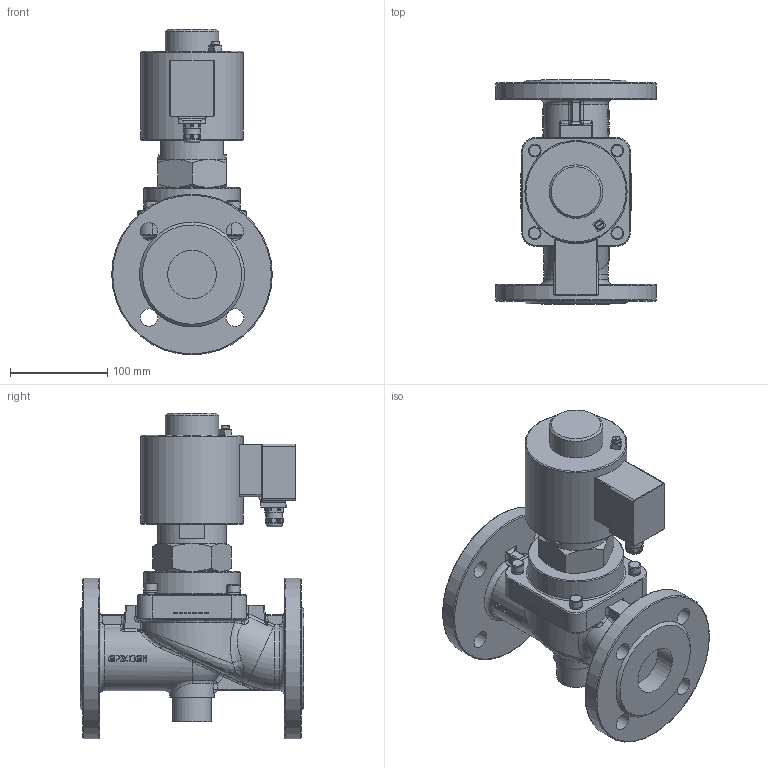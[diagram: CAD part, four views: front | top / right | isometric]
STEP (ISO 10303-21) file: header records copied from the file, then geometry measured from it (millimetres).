
FILE_DESCRIPTION(/* description */ ('3D-Modell'),/* implementation_level */ '2;1');
FILE_NAME(/* name */ '037.000319_A3706-0504-.278.stp',/* time_stamp */ '2021-07-22T13:01:50+02:00',/* author */ ('LBirkmann'),/* organization */ (''),/* preprocessor_version */ 'ST-DEVELOPER v16.1',/* originating_system */ 'Autodesk Inventor 2016',/* authorisation */ '');
FILE_SCHEMA (('AUTOMOTIVE_DESIGN { 1 0 10303 214 3 1 1 }'));
Products named in the file (1): 89-009577
Bounding box: 165 x 230 x 334.6 mm (x, y, z)
Volume: 3255535.2 mm3; surface area: 262664.8 mm2
Topology: 2 solids, 2 shells, 916 faces, 2369 edges, 1490 vertices
Faces by surface type: plane 343, bspline 285, cylinder 178, torus 52, cone 50, sphere 8
Full cylindrical faces by diameter (mm): 4.51 x1, 8 x4, 13 x4, 17 x2, 18 x8, 40 x1, 46 x1, 50 x2, 55 x1, 70 x1, 99 x1, 105.16 x1, 165 x2
Entity records: 44985 total; most frequent: CARTESIAN_POINT 25213, ORIENTED_EDGE 4564, DIRECTION 3266, EDGE_CURVE 2282, VERTEX_POINT 1472, AXIS2_PLACEMENT_3D 1177, EDGE_LOOP 1040, FACE_OUTER_BOUND 916
